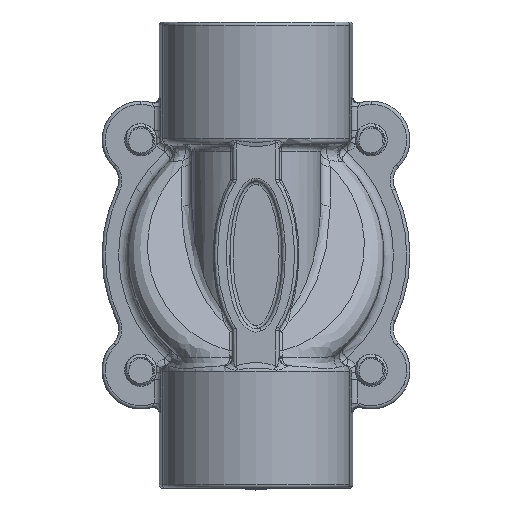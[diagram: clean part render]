
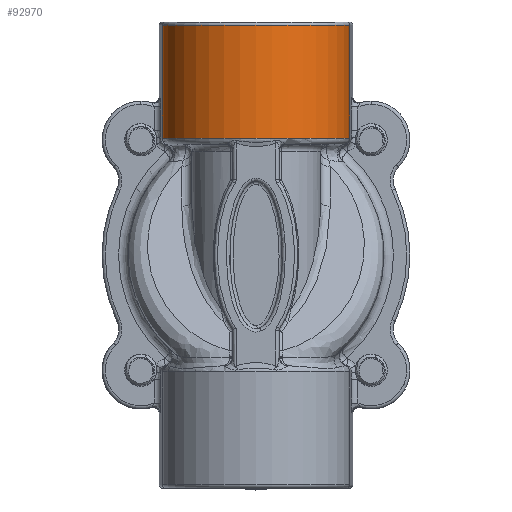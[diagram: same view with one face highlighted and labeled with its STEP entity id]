
A CAD part, front view. The second image highlights one B-rep face of the part: STEP entity #92970.
In plain terms, the highlighted cylindrical face has radius 14.5 mm (diameter 29 mm), a partial arc.
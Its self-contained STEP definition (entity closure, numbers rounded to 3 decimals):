
#1211 = EDGE_CURVE ( 'NONE', #21485, #110445, #79939, .T. ) ;
#9743 = CARTESIAN_POINT ( 'NONE',  ( 26.869, -29.951, 92.794 ) ) ;
#18229 = VERTEX_POINT ( 'NONE', #33906 ) ;
#19765 = DIRECTION ( 'NONE',  ( 1., 0., 0. ) ) ;
#21485 = VERTEX_POINT ( 'NONE', #114026 ) ;
#21915 = DIRECTION ( 'NONE',  ( 0., 0., -1. ) ) ;
#25109 = DIRECTION ( 'NONE',  ( 0., 0., 1. ) ) ;
#26617 = CYLINDRICAL_SURFACE ( 'NONE', #32050, 14.5 ) ;
#27634 = CARTESIAN_POINT ( 'NONE',  ( 41.369, -29.951, 74.294 ) ) ;
#32050 = AXIS2_PLACEMENT_3D ( 'NONE', #91642, #25109, #64094 ) ;
#33906 = CARTESIAN_POINT ( 'NONE',  ( 12.369, -29.951, 75.294 ) ) ;
#36088 = EDGE_CURVE ( 'NONE', #18229, #110445, #77241, .T. ) ;
#37711 = CARTESIAN_POINT ( 'NONE',  ( 41.369, -29.951, 75.294 ) ) ;
#39201 = LINE ( 'NONE', #27634, #90838 ) ;
#41834 = CARTESIAN_POINT ( 'NONE',  ( 26.869, -29.951, 75.294 ) ) ;
#45628 = CARTESIAN_POINT ( 'NONE',  ( 12.369, -29.951, 74.294 ) ) ;
#45792 = EDGE_CURVE ( 'NONE', #18229, #83854, #88531, .T. ) ;
#46737 = DIRECTION ( 'NONE',  ( 0., 0., 1. ) ) ;
#51673 = DIRECTION ( 'NONE',  ( 1., 0., 0. ) ) ;
#64094 = DIRECTION ( 'NONE',  ( 1., 0., 0. ) ) ;
#69109 = AXIS2_PLACEMENT_3D ( 'NONE', #41834, #109619, #51673 ) ;
#71167 = FACE_OUTER_BOUND ( 'NONE', #77548, .T. ) ;
#71879 = AXIS2_PLACEMENT_3D ( 'NONE', #9743, #21915, #19765 ) ;
#77241 = LINE ( 'NONE', #45628, #103090 ) ;
#77548 = EDGE_LOOP ( 'NONE', ( #122029, #121025, #125059, #92414 ) ) ;
#79939 = CIRCLE ( 'NONE', #71879, 14.5 ) ;
#83854 = VERTEX_POINT ( 'NONE', #37711 ) ;
#88531 = CIRCLE ( 'NONE', #69109, 14.5 ) ;
#90838 = VECTOR ( 'NONE', #46737, 1000. ) ;
#91642 = CARTESIAN_POINT ( 'NONE',  ( 26.869, -29.951, 74.294 ) ) ;
#92414 = ORIENTED_EDGE ( 'NONE', *, *, #36088, .F. ) ;
#92970 = ADVANCED_FACE ( 'NONE', ( #71167 ), #26617, .T. ) ;
#97926 = EDGE_CURVE ( 'NONE', #83854, #21485, #39201, .T. ) ;
#101934 = CARTESIAN_POINT ( 'NONE',  ( 12.369, -29.951, 92.794 ) ) ;
#103090 = VECTOR ( 'NONE', #103685, 1000. ) ;
#103685 = DIRECTION ( 'NONE',  ( 0., 0., 1. ) ) ;
#109619 = DIRECTION ( 'NONE',  ( 0., 0., 1. ) ) ;
#110445 = VERTEX_POINT ( 'NONE', #101934 ) ;
#114026 = CARTESIAN_POINT ( 'NONE',  ( 41.369, -29.951, 92.794 ) ) ;
#121025 = ORIENTED_EDGE ( 'NONE', *, *, #97926, .T. ) ;
#122029 = ORIENTED_EDGE ( 'NONE', *, *, #45792, .T. ) ;
#125059 = ORIENTED_EDGE ( 'NONE', *, *, #1211, .T. ) ;
